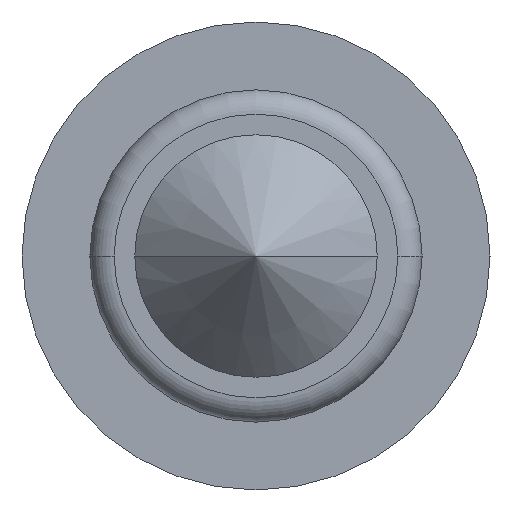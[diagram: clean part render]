
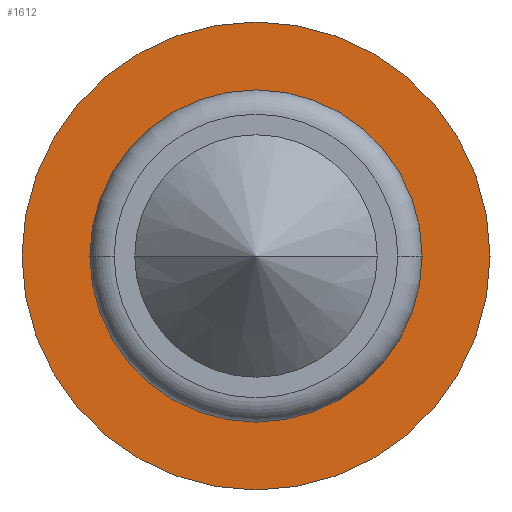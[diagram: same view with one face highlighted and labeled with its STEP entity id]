
A CAD part, front view. The second image highlights one B-rep face of the part: STEP entity #1612.
In plain terms, the highlighted planar face has unit normal (0, -1, 0).
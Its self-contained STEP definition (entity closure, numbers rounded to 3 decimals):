
#33 = AXIS2_PLACEMENT_3D ( 'NONE', #460, #2374, #2599 ) ;
#124 = EDGE_LOOP ( 'NONE', ( #1046, #487 ) ) ;
#270 = CIRCLE ( 'NONE', #2091, 0.965 ) ;
#430 = FACE_BOUND ( 'NONE', #124, .T. ) ;
#447 = VERTEX_POINT ( 'NONE', #3024 ) ;
#460 = CARTESIAN_POINT ( 'NONE',  ( 0., 13.8, 0. ) ) ;
#487 = ORIENTED_EDGE ( 'NONE', *, *, #1651, .F. ) ;
#530 = VERTEX_POINT ( 'NONE', #2753 ) ;
#628 = VERTEX_POINT ( 'NONE', #3031 ) ;
#764 = DIRECTION ( 'NONE',  ( -1., 0., 0. ) ) ;
#1034 = AXIS2_PLACEMENT_3D ( 'NONE', #2897, #2182, #1496 ) ;
#1046 = ORIENTED_EDGE ( 'NONE', *, *, #1157, .F. ) ;
#1157 = EDGE_CURVE ( 'Defeature ausgef�hrt1_11+Defeature ausgef�hrt1_10+Defeature ausgef�hrt1_10+Defeature ausgef�hrt1_10', #628, #2434, #3048, .T. ) ;
#1190 = AXIS2_PLACEMENT_3D ( 'NONE', #3061, #2595, #2370 ) ;
#1251 = PLANE ( 'NONE',  #1034 ) ;
#1353 = CARTESIAN_POINT ( 'NONE',  ( 0., 13.8, 0. ) ) ;
#1486 = EDGE_CURVE ( 'Defeature ausgef�hrt1_10+Defeature ausgef�hrt1_9+Defeature ausgef�hrt1_9+Defeature ausgef�hrt1_9', #530, #447, #2894, .T. ) ;
#1496 = DIRECTION ( 'NONE',  ( -1., 0., 0. ) ) ;
#1600 = DIRECTION ( 'NONE',  ( 0., -1., 0. ) ) ;
#1612 = ADVANCED_FACE ( 'Defeature ausgef�hrt1_10', ( #2195, #430 ), #1251, .T. ) ;
#1617 = EDGE_LOOP ( 'NONE', ( #2592, #2175 ) ) ;
#1651 = EDGE_CURVE ( 'Defeature ausgef�hrt1_11+Defeature ausgef�hrt1_10+Defeature ausgef�hrt1_10+Defeature ausgef�hrt1_10', #2434, #628, #1659, .T. ) ;
#1659 = CIRCLE ( 'NONE', #2144, 0.565 ) ;
#2091 = AXIS2_PLACEMENT_3D ( 'NONE', #1353, #1600, #2558 ) ;
#2144 = AXIS2_PLACEMENT_3D ( 'NONE', #2874, #2431, #764 ) ;
#2175 = ORIENTED_EDGE ( 'NONE', *, *, #1486, .T. ) ;
#2182 = DIRECTION ( 'NONE',  ( 0., -1., 0. ) ) ;
#2195 = FACE_OUTER_BOUND ( 'NONE', #1617, .T. ) ;
#2281 = EDGE_CURVE ( 'Defeature ausgef�hrt1_10+Defeature ausgef�hrt1_9+Defeature ausgef�hrt1_9+Defeature ausgef�hrt1_9', #447, #530, #270, .T. ) ;
#2370 = DIRECTION ( 'NONE',  ( -1., 0., 0. ) ) ;
#2374 = DIRECTION ( 'NONE',  ( 0., -1., 0. ) ) ;
#2431 = DIRECTION ( 'NONE',  ( 0., -1., 0. ) ) ;
#2434 = VERTEX_POINT ( 'NONE', #2641 ) ;
#2558 = DIRECTION ( 'NONE',  ( -1., 0., 0. ) ) ;
#2592 = ORIENTED_EDGE ( 'NONE', *, *, #2281, .T. ) ;
#2595 = DIRECTION ( 'NONE',  ( 0., -1., 0. ) ) ;
#2599 = DIRECTION ( 'NONE',  ( -1., 0., 0. ) ) ;
#2641 = CARTESIAN_POINT ( 'NONE',  ( 0.565, 13.8, 0. ) ) ;
#2753 = CARTESIAN_POINT ( 'NONE',  ( 0.965, 13.8, 0. ) ) ;
#2874 = CARTESIAN_POINT ( 'NONE',  ( 0., 13.8, 0. ) ) ;
#2894 = CIRCLE ( 'NONE', #1190, 0.965 ) ;
#2897 = CARTESIAN_POINT ( 'NONE',  ( 0., 13.8, -0.565 ) ) ;
#3024 = CARTESIAN_POINT ( 'NONE',  ( -0.965, 13.8, 0. ) ) ;
#3031 = CARTESIAN_POINT ( 'NONE',  ( -0.565, 13.8, 0. ) ) ;
#3048 = CIRCLE ( 'NONE', #33, 0.565 ) ;
#3061 = CARTESIAN_POINT ( 'NONE',  ( 0., 13.8, 0. ) ) ;
